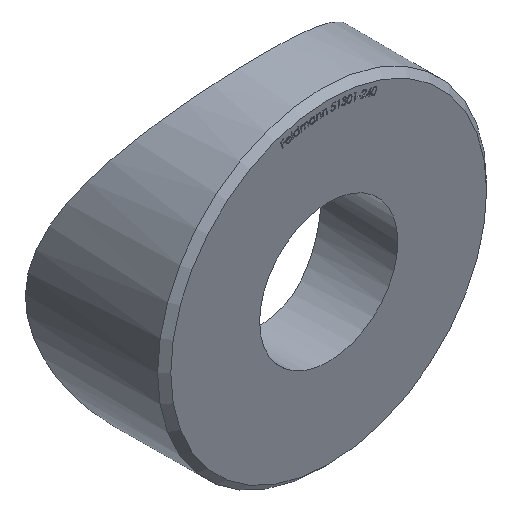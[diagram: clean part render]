
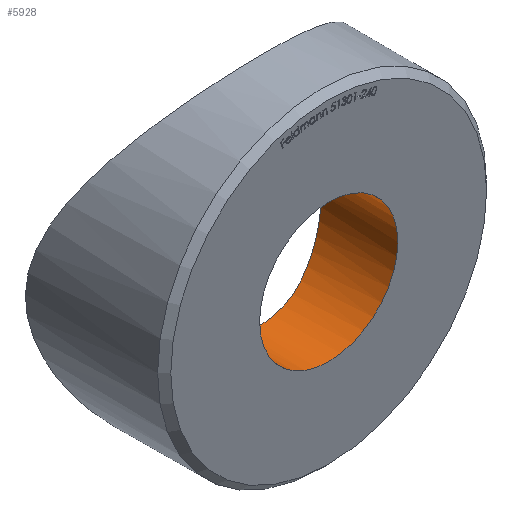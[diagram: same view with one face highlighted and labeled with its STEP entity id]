
A CAD part, isometric view. The second image highlights one B-rep face of the part: STEP entity #5928.
In plain terms, the highlighted cylindrical face has radius 5.25 mm (diameter 10.5 mm), a full revolution.
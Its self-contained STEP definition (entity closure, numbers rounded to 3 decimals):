
#39 = CARTESIAN_POINT ( 'NONE',  ( 5.114, 5.795, -1.199 ) ) ;
#132 = CARTESIAN_POINT ( 'NONE',  ( 2.636, 5.205, -4.553 ) ) ;
#176 = CARTESIAN_POINT ( 'NONE',  ( 0.692, 5.011, -5.216 ) ) ;
#218 = CARTESIAN_POINT ( 'NONE',  ( -2.337, 5.16, -4.714 ) ) ;
#340 = CARTESIAN_POINT ( 'NONE',  ( 3.949, 5.469, 3.463 ) ) ;
#931 = CARTESIAN_POINT ( 'NONE',  ( 1.701, 5.083, -4.979 ) ) ;
#975 = CARTESIAN_POINT ( 'NONE',  ( 5.25, 5.839, 0.341 ) ) ;
#1015 = CARTESIAN_POINT ( 'NONE',  ( 5.216, 5.827, -0.69 ) ) ;
#1095 = CARTESIAN_POINT ( 'NONE',  ( 3.473, 5.36, -3.952 ) ) ;
#1136 = CARTESIAN_POINT ( 'NONE',  ( 4.167, 5.523, 3.199 ) ) ;
#1216 = CARTESIAN_POINT ( 'NONE',  ( -1.369, 5.052, 5.08 ) ) ;
#1263 = CARTESIAN_POINT ( 'NONE',  ( 0.174, 5., 5.25 ) ) ;
#1305 = CARTESIAN_POINT ( 'NONE',  ( -3.469, 5.359, 3.956 ) ) ;
#1408 = EDGE_LOOP ( 'NONE', ( #5164 ) ) ;
#1713 = CYLINDRICAL_SURFACE ( 'NONE', #5431, 5.25 ) ;
#1815 = EDGE_CURVE ( 'NONE', #11951, #11951, #5587, .T. ) ;
#1853 = CARTESIAN_POINT ( 'NONE',  ( 0., 5., -5.25 ) ) ;
#1922 = CARTESIAN_POINT ( 'NONE',  ( 5.071, 5.781, -1.369 ) ) ;
#1973 = DIRECTION ( 'NONE',  ( 0., -1., 0. ) ) ;
#2057 = CARTESIAN_POINT ( 'NONE',  ( 4.716, 5.673, -2.333 ) ) ;
#2100 = CARTESIAN_POINT ( 'NONE',  ( -3.948, 5.469, 3.464 ) ) ;
#2143 = CARTESIAN_POINT ( 'NONE',  ( -4.165, 5.523, 3.2 ) ) ;
#2181 = CARTESIAN_POINT ( 'NONE',  ( -2.637, 5.205, -4.553 ) ) ;
#2219 = CARTESIAN_POINT ( 'NONE',  ( 0.864, 5.021, 5.181 ) ) ;
#2261 = CARTESIAN_POINT ( 'NONE',  ( -4.716, 5.673, -2.331 ) ) ;
#2991 = CARTESIAN_POINT ( 'NONE',  ( 4.971, 5.75, -1.699 ) ) ;
#3029 = CARTESIAN_POINT ( 'NONE',  ( -1.697, 5.083, 4.98 ) ) ;
#3073 = CARTESIAN_POINT ( 'NONE',  ( -5.241, 5.836, 0.349 ) ) ;
#3114 = CARTESIAN_POINT ( 'NONE',  ( -4.714, 5.672, 2.337 ) ) ;
#3148 = DIRECTION ( 'NONE',  ( 0., 0., -1. ) ) ;
#3153 = CARTESIAN_POINT ( 'NONE',  ( -4.551, 5.625, 2.639 ) ) ;
#3193 = CARTESIAN_POINT ( 'NONE',  ( 2.64, 5.206, 4.551 ) ) ;
#3772 = CARTESIAN_POINT ( 'NONE',  ( 3.205, 5.305, -4.172 ) ) ;
#3814 = CARTESIAN_POINT ( 'NONE',  ( 3.954, 5.469, -3.471 ) ) ;
#3853 = CARTESIAN_POINT ( 'NONE',  ( 1.366, 5.052, -5.081 ) ) ;
#3860 = CARTESIAN_POINT ( 'NONE',  ( 0., 11.564, 0. ) ) ;
#3982 = CARTESIAN_POINT ( 'NONE',  ( 3.207, 5.306, 4.17 ) ) ;
#4022 = CARTESIAN_POINT ( 'NONE',  ( -4.267, 5.549, 3.063 ) ) ;
#4063 = CARTESIAN_POINT ( 'NONE',  ( -5.08, 5.784, 1.37 ) ) ;
#4100 = CARTESIAN_POINT ( 'NONE',  ( 1.373, 5.053, 5.079 ) ) ;
#4140 = CARTESIAN_POINT ( 'NONE',  ( 1.7, 5.083, 4.979 ) ) ;
#4723 = CARTESIAN_POINT ( 'NONE',  ( 4.17, 5.523, -3.208 ) ) ;
#4811 = CARTESIAN_POINT ( 'NONE',  ( 4.554, 5.626, -2.635 ) ) ;
#4823 = FACE_OUTER_BOUND ( 'NONE', #8541, .T. ) ;
#4931 = CARTESIAN_POINT ( 'NONE',  ( -3.954, 5.469, -3.47 ) ) ;
#5008 = CARTESIAN_POINT ( 'NONE',  ( -4.555, 5.626, -2.634 ) ) ;
#5049 = CARTESIAN_POINT ( 'NONE',  ( -4.98, 5.752, 1.698 ) ) ;
#5093 = CARTESIAN_POINT ( 'NONE',  ( 3.833, 5.441, 3.591 ) ) ;
#5112 = FACE_OUTER_BOUND ( 'NONE', #1408, .T. ) ;
#5164 = ORIENTED_EDGE ( 'NONE', *, *, #1815, .T. ) ;
#5431 = AXIS2_PLACEMENT_3D ( 'NONE', #3860, #1973, #8601 ) ;
#5587 = CIRCLE ( 'NONE', #8991, 5.25 ) ;
#5715 = CARTESIAN_POINT ( 'NONE',  ( 4.912, 5.732, -1.86 ) ) ;
#5885 = CARTESIAN_POINT ( 'NONE',  ( -3.832, 5.441, 3.592 ) ) ;
#5928 = ADVANCED_FACE ( 'NONE', ( #5112, #4823 ), #1713, .F. ) ;
#5966 = CARTESIAN_POINT ( 'NONE',  ( -0.349, 5., -5.25 ) ) ;
#6003 = CARTESIAN_POINT ( 'NONE',  ( -5.25, 5.839, 0.174 ) ) ;
#6043 = CARTESIAN_POINT ( 'NONE',  ( -0.342, 5., 5.25 ) ) ;
#6553 = CARTESIAN_POINT ( 'NONE',  ( 0., 0., -5.25 ) ) ;
#6621 = CARTESIAN_POINT ( 'NONE',  ( 5.216, 5.827, 0.692 ) ) ;
#6789 = CARTESIAN_POINT ( 'NONE',  ( -2.638, 5.205, 4.552 ) ) ;
#6828 = CARTESIAN_POINT ( 'NONE',  ( -0.693, 5.011, -5.215 ) ) ;
#6866 = CARTESIAN_POINT ( 'NONE',  ( -4.972, 5.75, -1.695 ) ) ;
#6905 = CARTESIAN_POINT ( 'NONE',  ( 4.716, 5.673, 2.333 ) ) ;
#6948 = CARTESIAN_POINT ( 'NONE',  ( -0.687, 5.011, 5.216 ) ) ;
#6970 = VERTEX_POINT ( 'NONE', #1853 ) ;
#7736 = CARTESIAN_POINT ( 'NONE',  ( 4.268, 5.549, 3.062 ) ) ;
#7860 = CARTESIAN_POINT ( 'NONE',  ( -1.368, 5.052, -5.08 ) ) ;
#7900 = CARTESIAN_POINT ( 'NONE',  ( -3.206, 5.305, 4.172 ) ) ;
#8461 = CARTESIAN_POINT ( 'NONE',  ( 0., 5., -5.25 ) ) ;
#8501 = CARTESIAN_POINT ( 'NONE',  ( 5.081, 5.784, 1.367 ) ) ;
#8541 = EDGE_LOOP ( 'NONE', ( #10006 ) ) ;
#8601 = DIRECTION ( 'NONE',  ( 0., 0., -1. ) ) ;
#8683 = CARTESIAN_POINT ( 'NONE',  ( -5.181, 5.816, 0.865 ) ) ;
#8728 = CARTESIAN_POINT ( 'NONE',  ( 4.553, 5.625, 2.637 ) ) ;
#8767 = CARTESIAN_POINT ( 'NONE',  ( -1.703, 5.083, -4.978 ) ) ;
#8806 = CARTESIAN_POINT ( 'NONE',  ( 3.47, 5.359, 3.954 ) ) ;
#8850 = CARTESIAN_POINT ( 'NONE',  ( -3.473, 5.36, -3.951 ) ) ;
#8991 = AXIS2_PLACEMENT_3D ( 'NONE', #10728, #11579, #3148 ) ;
#9633 = CARTESIAN_POINT ( 'NONE',  ( -5.216, 5.828, -0.687 ) ) ;
#9646 = EDGE_CURVE ( 'NONE', #6970, #6970, #10131, .T. ) ;
#9672 = CARTESIAN_POINT ( 'NONE',  ( 0., 5., -5.25 ) ) ;
#9712 = CARTESIAN_POINT ( 'NONE',  ( -2.331, 5.159, 4.717 ) ) ;
#9756 = CARTESIAN_POINT ( 'NONE',  ( -5.25, 5.839, -0.345 ) ) ;
#9802 = CARTESIAN_POINT ( 'NONE',  ( 0.691, 5.013, 5.207 ) ) ;
#10006 = ORIENTED_EDGE ( 'NONE', *, *, #9646, .F. ) ;
#10131 = B_SPLINE_CURVE_WITH_KNOTS ( 'NONE', 3,
 ( #8461, #11426, #176, #3853, #931, #10448, #132, #3772, #1095, #3814, #4723, #4811, #2057, #5715, #2991, #1922, #39, #1015, #12234, #975, #6621, #8501, #11382, #6905, #8728, #7736, #1136, #340, #5093, #8806, #3982, #3193, #11673, #4140, #4100, #2219, #9802, #10732, #1263, #6043, #6948, #1216, #3029, #9712, #6789, #7900, #1305, #5885, #2100, #2143, #4022, #3153, #3114, #5049, #4063, #8683, #10653, #3073, #6003, #9756, #9633, #10694, #11627, #6866, #10569, #2261, #5008, #11583, #4931, #8850, #11503, #2181, #218, #8767, #7860, #6828, #5966, #9672 ),
 .UNSPECIFIED., .T., .F.,
 ( 4, 2, 2, 2, 2, 2, 2, 2, 2, 2, 2, 2, 2, 2, 2, 2, 2, 2, 2, 2, 2, 2, 2, 2, 2, 2, 2, 2, 2, 2, 2, 2, 2, 2, 2, 2, 2, 2, 4 ),
 ( 0., 0.001, 0.002, 0.003, 0.004, 0.005, 0.006, 0.007, 0.007, 0.008, 0.009, 0.01, 0.011, 0.012, 0.012, 0.013, 0.014, 0.015, 0.016, 0.017, 0.018, 0.019, 0.02, 0.021, 0.021, 0.022, 0.023, 0.024, 0.024, 0.025, 0.026, 0.026, 0.027, 0.028, 0.029, 0.03, 0.031, 0.032, 0.033 ),
 .UNSPECIFIED. ) ;
#10448 = CARTESIAN_POINT ( 'NONE',  ( 2.336, 5.16, -4.714 ) ) ;
#10569 = CARTESIAN_POINT ( 'NONE',  ( -4.914, 5.732, -1.857 ) ) ;
#10653 = CARTESIAN_POINT ( 'NONE',  ( -5.207, 5.825, 0.694 ) ) ;
#10694 = CARTESIAN_POINT ( 'NONE',  ( -5.115, 5.795, -1.195 ) ) ;
#10728 = CARTESIAN_POINT ( 'NONE',  ( 0., 0., 0. ) ) ;
#10732 = CARTESIAN_POINT ( 'NONE',  ( 0.346, 5.003, 5.241 ) ) ;
#11382 = CARTESIAN_POINT ( 'NONE',  ( 4.981, 5.752, 1.695 ) ) ;
#11426 = CARTESIAN_POINT ( 'NONE',  ( 0.349, 5., -5.25 ) ) ;
#11503 = CARTESIAN_POINT ( 'NONE',  ( -3.206, 5.305, -4.172 ) ) ;
#11579 = DIRECTION ( 'NONE',  ( 0., -1., 0. ) ) ;
#11583 = CARTESIAN_POINT ( 'NONE',  ( -4.171, 5.523, -3.207 ) ) ;
#11627 = CARTESIAN_POINT ( 'NONE',  ( -5.073, 5.782, -1.364 ) ) ;
#11673 = CARTESIAN_POINT ( 'NONE',  ( 2.333, 5.159, 4.716 ) ) ;
#11951 = VERTEX_POINT ( 'NONE', #6553 ) ;
#12234 = CARTESIAN_POINT ( 'NONE',  ( 5.25, 5.839, -0.348 ) ) ;
